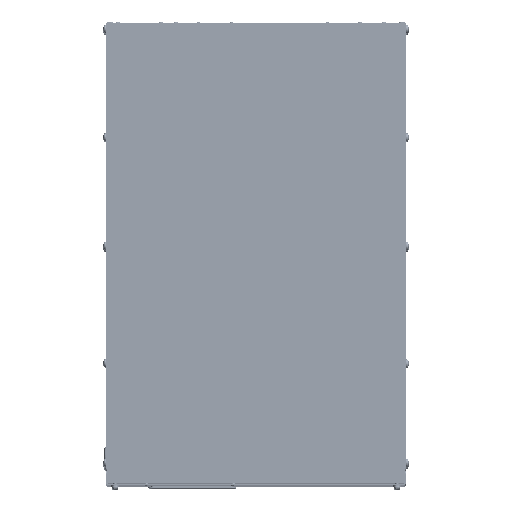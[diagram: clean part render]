
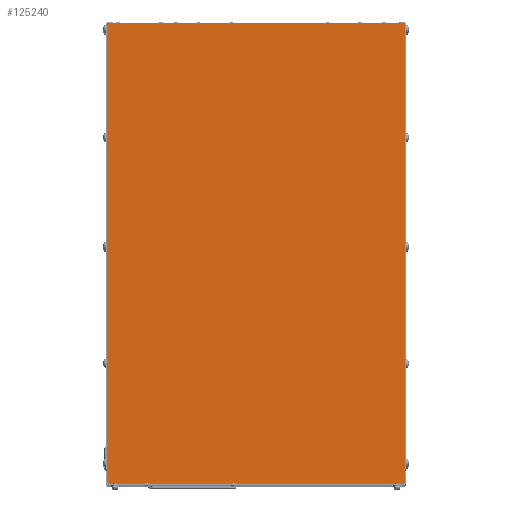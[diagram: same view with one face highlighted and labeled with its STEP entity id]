
A CAD part, top view. The second image highlights one B-rep face of the part: STEP entity #125240.
In plain terms, the highlighted planar face has unit normal (0, 0, 1).
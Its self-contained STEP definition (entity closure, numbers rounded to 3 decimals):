
#4167 = VECTOR ( 'NONE', #220126, 1000. ) ;
#7890 = VERTEX_POINT ( 'NONE', #38977 ) ;
#10024 = EDGE_CURVE ( 'NONE', #123678, #90296, #118110, .T. ) ;
#33324 = ORIENTED_EDGE ( 'NONE', *, *, #172488, .T. ) ;
#34667 = DIRECTION ( 'NONE',  ( -1., 0., 0. ) ) ;
#38977 = CARTESIAN_POINT ( 'NONE',  ( 25.698, 538.119, -91.877 ) ) ;
#46297 = EDGE_CURVE ( 'NONE', #123678, #298980, #50666, .T. ) ;
#49438 = CARTESIAN_POINT ( 'NONE',  ( 25.698, 8.585, -91.877 ) ) ;
#50666 = LINE ( 'NONE', #310767, #121545 ) ;
#71502 = ORIENTED_EDGE ( 'NONE', *, *, #230429, .T. ) ;
#74931 = VECTOR ( 'NONE', #34667, 1000. ) ;
#76149 = DIRECTION ( 'NONE',  ( -1., 0., 0. ) ) ;
#85327 = CARTESIAN_POINT ( 'NONE',  ( 368.198, 8.585, -91.877 ) ) ;
#90296 = VERTEX_POINT ( 'NONE', #270552 ) ;
#101302 = CARTESIAN_POINT ( 'NONE',  ( 1774.797, 538.119, -91.877 ) ) ;
#103452 = ORIENTED_EDGE ( 'NONE', *, *, #10024, .T. ) ;
#104113 = ORIENTED_EDGE ( 'NONE', *, *, #46297, .F. ) ;
#111100 = VECTOR ( 'NONE', #121242, 1000. ) ;
#118110 = LINE ( 'NONE', #140241, #111100 ) ;
#121242 = DIRECTION ( 'NONE',  ( 0., 1., 0. ) ) ;
#121541 = DIRECTION ( 'NONE',  ( -1., 0., 0. ) ) ;
#121545 = VECTOR ( 'NONE', #121541, 1000. ) ;
#121865 = FACE_OUTER_BOUND ( 'NONE', #244757, .T. ) ;
#123678 = VERTEX_POINT ( 'NONE', #85327 ) ;
#125240 = ADVANCED_FACE ( 'NONE', ( #121865 ), #169094, .F. ) ;
#140241 = CARTESIAN_POINT ( 'NONE',  ( 368.198, 538.119, -91.877 ) ) ;
#152777 = CARTESIAN_POINT ( 'NONE',  ( 1774.797, 538.119, -91.877 ) ) ;
#166392 = CARTESIAN_POINT ( 'NONE',  ( 25.698, 538.119, -91.877 ) ) ;
#169094 = PLANE ( 'NONE',  #274189 ) ;
#172488 = EDGE_CURVE ( 'NONE', #90296, #7890, #299463, .T. ) ;
#197612 = DIRECTION ( 'NONE',  ( 0., 0., -1. ) ) ;
#220126 = DIRECTION ( 'NONE',  ( 0., -1., 0. ) ) ;
#230429 = EDGE_CURVE ( 'NONE', #7890, #298980, #262767, .T. ) ;
#244757 = EDGE_LOOP ( 'NONE', ( #104113, #103452, #33324, #71502 ) ) ;
#262767 = LINE ( 'NONE', #166392, #4167 ) ;
#270552 = CARTESIAN_POINT ( 'NONE',  ( 368.198, 538.119, -91.877 ) ) ;
#274189 = AXIS2_PLACEMENT_3D ( 'NONE', #101302, #197612, #76149 ) ;
#298980 = VERTEX_POINT ( 'NONE', #49438 ) ;
#299463 = LINE ( 'NONE', #152777, #74931 ) ;
#310767 = CARTESIAN_POINT ( 'NONE',  ( 1774.797, 8.585, -91.877 ) ) ;
